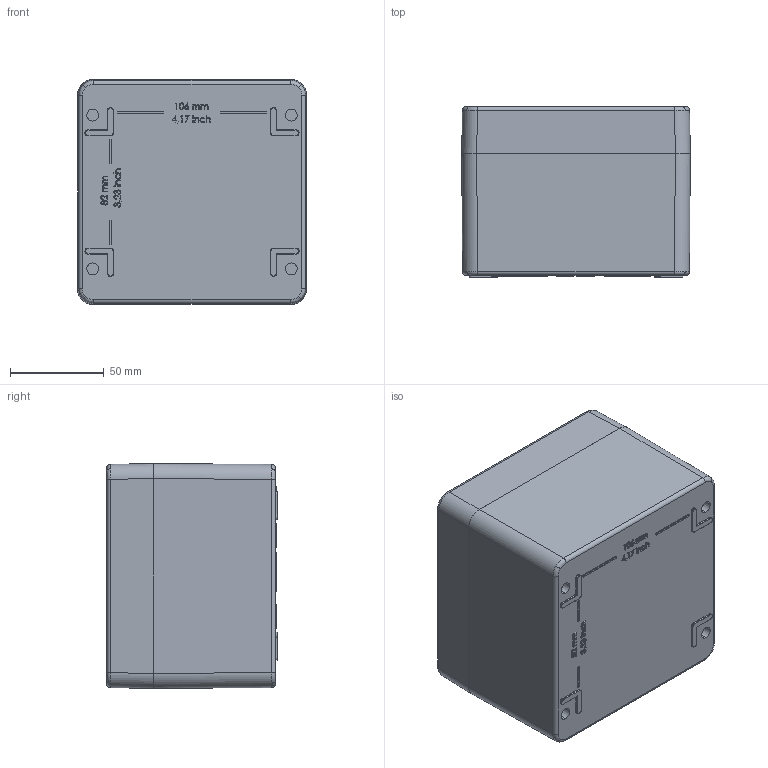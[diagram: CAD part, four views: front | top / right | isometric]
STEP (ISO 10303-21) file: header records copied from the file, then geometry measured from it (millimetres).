
FILE_DESCRIPTION (( 'STEP AP214' ), '1' );
FILE_NAME ('62121209.STEP', '2017-06-30T10:32:19', ( 'Macha' ), ( 'Hewlett-Packard Company' ), 'SwSTEP 2.0', 'SolidWorks 2015', '' );
FILE_SCHEMA (( 'AUTOMOTIVE_DESIGN' ));
Length unit declared in the file: millimetre
Products named in the file (8): 82014_440; 93136; 21656; 21657; 86224; 86222; 21657_Unterteil; 62121209
Assembly tree (18 placements, depth 3):
  62121209
    21657
      21657_Unterteil
      86222  x6
      86224  x4
    21656
    93136  x4
    82014_440
Bounding box: 122 x 91 x 120 mm (x, y, z)
Volume: 396314.5 mm3; surface area: 159004.6 mm2
Topology: 17 solids, 17 shells, 1726 faces, 4335 edges, 2724 vertices
Faces by surface type: plane 697, bspline 411, cylinder 300, cone 206, torus 104, sphere 8
Entity records: 58331 total; most frequent: CARTESIAN_POINT 28150, ORIENTED_EDGE 6886, DIRECTION 5119, EDGE_CURVE 3443, VERTEX_POINT 2186, VECTOR 1793, LINE 1793, AXIS2_PLACEMENT_3D 1663
